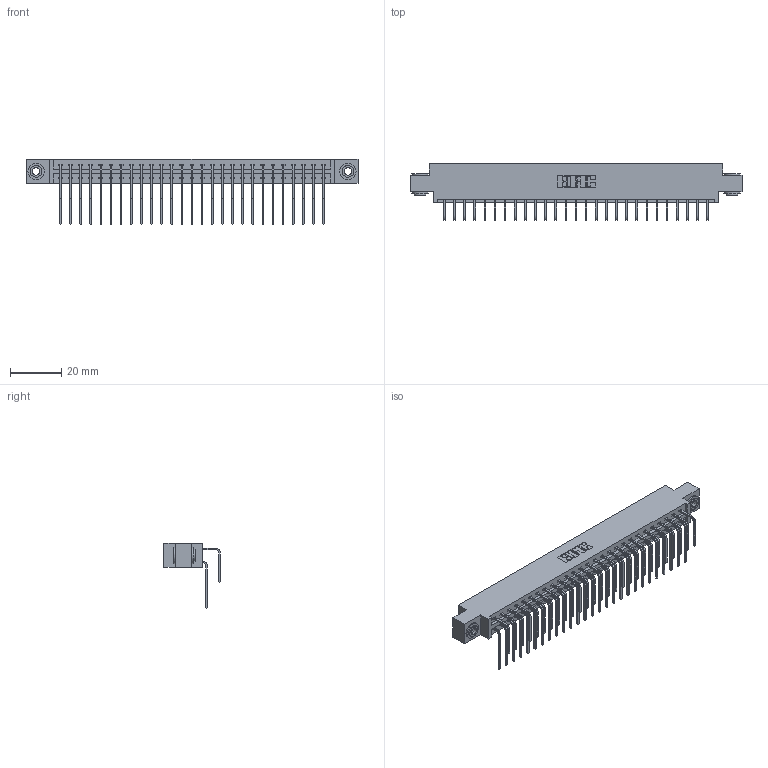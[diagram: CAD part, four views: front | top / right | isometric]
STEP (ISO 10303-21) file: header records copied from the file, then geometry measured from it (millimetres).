
FILE_DESCRIPTION (( 'STEP AP203' ), '1' );
FILE_NAME ('337-054-558-803.STEP', '2018-08-10T01:39:28', ( '' ), ( '' ), 'SwSTEP 2.0', 'SolidWorks 2016', '' );
FILE_SCHEMA (( 'CONFIG_CONTROL_DESIGN' ));
Length unit declared in the file: inch
Products named in the file (5): 337-054-558-803; 337 Part_0.170 Offset - 0.156 Dia-TH; 345-292-001_558 559 Tail - 1; 345-292-001_558 Tail - 2; 345-250-002_345-250-002-102
Assembly tree (57 placements, depth 2):
  337-054-558-803
    337 Part_0.170 Offset - 0.156 Dia-TH
    345-292-001_558 559 Tail - 1  x27
    345-292-001_558 Tail - 2  x27
    345-250-002_345-250-002-102  x2
Bounding box: 130 x 22.17 x 25.53 mm (x, y, z)
Volume: 13713.9 mm3; surface area: 17254.3 mm2
Topology: 57 solids, 57 shells, 3180 faces, 9417 edges, 6202 vertices
Faces by surface type: plane 2244, cylinder 928, cone 8
Entity records: 25440 total; most frequent: CARTESIAN_POINT 4320, ORIENTED_EDGE 4198, DIRECTION 3717, EDGE_CURVE 2099, LINE 1907, VECTOR 1907, VERTEX_POINT 1394, AXIS2_PLACEMENT_3D 905
